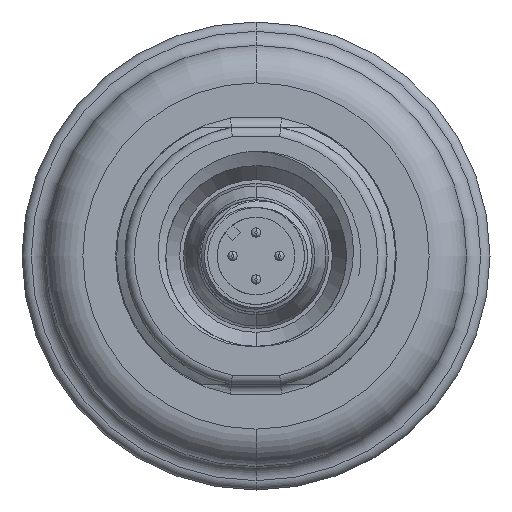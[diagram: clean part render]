
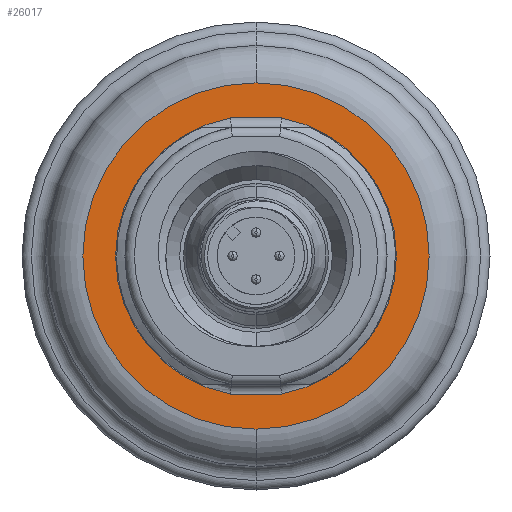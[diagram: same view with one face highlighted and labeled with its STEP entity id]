
A CAD part, front view. The second image highlights one B-rep face of the part: STEP entity #26017.
In plain terms, the highlighted planar face has unit normal (0, -1, 0).
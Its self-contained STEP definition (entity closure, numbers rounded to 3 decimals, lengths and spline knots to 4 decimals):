
#2043=CARTESIAN_POINT('',(0.,-0.1181,0.));
#2044=DIRECTION('',(0.,-1.,0.));
#2045=DIRECTION('',(0.,0.,-1.));
#2046=AXIS2_PLACEMENT_3D('',#2043,#2044,#2045);
#2048=CARTESIAN_POINT('',(0.,-0.1181,0.));
#2049=DIRECTION('',(0.,-1.,0.));
#2050=DIRECTION('',(0.,0.,1.));
#2051=AXIS2_PLACEMENT_3D('',#2048,#2049,#2050);
#2053=CARTESIAN_POINT('',(0.,-0.1181,0.));
#2054=DIRECTION('',(0.,-1.,0.));
#2055=DIRECTION('',(-0.182,0.,0.983));
#2056=AXIS2_PLACEMENT_3D('',#2053,#2054,#2055);
#2058=DIRECTION('',(1.,0.,0.));
#2059=VECTOR('',#2058,0.2147);
#2060=CARTESIAN_POINT('',(-0.1074,-0.1181,
-0.5807));
#2061=LINE('',#2060,#2059);
#2062=CARTESIAN_POINT('',(0.,-0.1181,0.));
#2063=DIRECTION('',(0.,-1.,0.));
#2064=DIRECTION('',(0.182,0.,-0.983));
#2065=AXIS2_PLACEMENT_3D('',#2062,#2063,#2064);
#2067=DIRECTION('',(-1.,0.,0.));
#2068=VECTOR('',#2067,0.2147);
#2069=CARTESIAN_POINT('',(0.1074,-0.1181,
0.5807));
#2070=LINE('',#2069,#2068);
#22076=CARTESIAN_POINT('',(-0.1074,-0.1181,
0.5807));
#22077=CARTESIAN_POINT('',(-0.1074,-0.1181,
-0.5807));
#22078=VERTEX_POINT('',#22076);
#22079=VERTEX_POINT('',#22077);
#22084=CARTESIAN_POINT('',(0.1074,-0.1181,
-0.5807));
#22085=CARTESIAN_POINT('',(0.1074,-0.1181,
0.5807));
#22086=VERTEX_POINT('',#22084);
#22087=VERTEX_POINT('',#22085);
#22428=CARTESIAN_POINT('',(0.,-0.1181,-0.7283));
#22429=CARTESIAN_POINT('',(0.,-0.1181,0.7283));
#22430=VERTEX_POINT('',#22428);
#22431=VERTEX_POINT('',#22429);
#25997=CARTESIAN_POINT('',(0.,-0.1181,0.));
#25998=DIRECTION('',(0.,-1.,0.));
#25999=DIRECTION('',(0.,0.,1.));
#26000=AXIS2_PLACEMENT_3D('',#25997,#25998,#25999);
#26001=PLANE('',#26000);
#26003=ORIENTED_EDGE('',*,*,#26002,.F.);
#26005=ORIENTED_EDGE('',*,*,#26004,.F.);
#26006=EDGE_LOOP('',(#26003,#26005));
#26007=FACE_OUTER_BOUND('',#26006,.F.);
#26009=ORIENTED_EDGE('',*,*,#26008,.T.);
#26011=ORIENTED_EDGE('',*,*,#26010,.T.);
#26012=ORIENTED_EDGE('',*,*,#25987,.T.);
#26014=ORIENTED_EDGE('',*,*,#26013,.T.);
#26015=EDGE_LOOP('',(#26009,#26011,#26012,#26014));
#26016=FACE_BOUND('',#26015,.F.);
#26017=ADVANCED_FACE('',(#26007,#26016),#26001,.T.);
#2047=CIRCLE('',#2046,0.7283);
#2052=CIRCLE('',#2051,0.7283);
#2057=CIRCLE('',#2056,0.5906);
#2066=CIRCLE('',#2065,0.5906);
#25987=EDGE_CURVE('',#22086,#22087,#2066,.T.);
#26002=EDGE_CURVE('',#22430,#22431,#2047,.T.);
#26004=EDGE_CURVE('',#22431,#22430,#2052,.T.);
#26008=EDGE_CURVE('',#22078,#22079,#2057,.T.);
#26010=EDGE_CURVE('',#22079,#22086,#2061,.T.);
#26013=EDGE_CURVE('',#22087,#22078,#2070,.T.);
